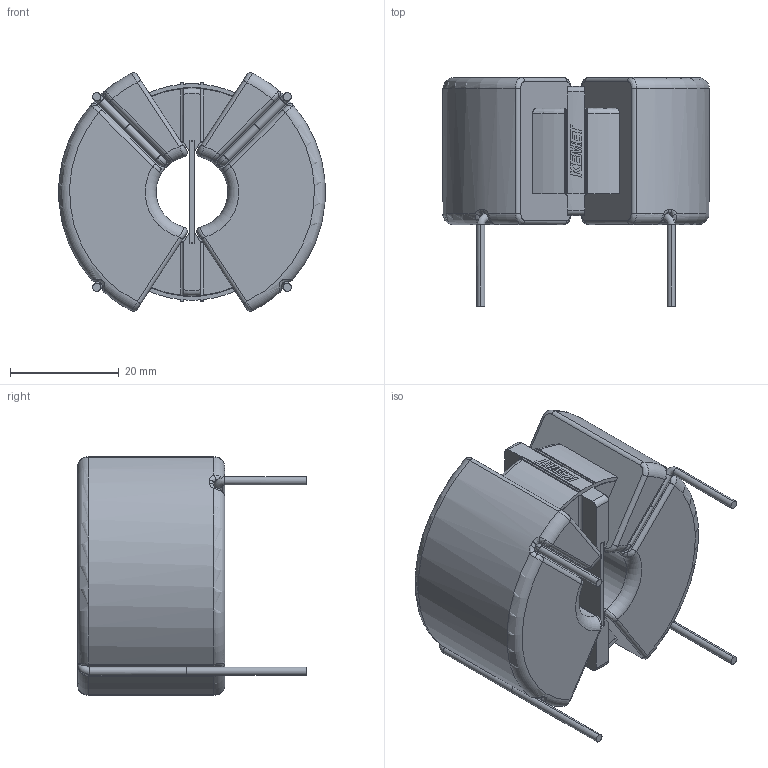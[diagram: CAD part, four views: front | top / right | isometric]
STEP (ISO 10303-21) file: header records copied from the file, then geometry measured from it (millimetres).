
FILE_DESCRIPTION (( 'STEP AP214' ), '1' );
FILE_NAME ('SC-10-500.STEP', '2019-01-31T02:18:41', ( '' ), ( '' ), 'SwSTEP 2.0', 'SolidWorks 2018', '' );
FILE_SCHEMA (( 'AUTOMOTIVE_DESIGN' ));
Length unit declared in the file: millimetre
Products named in the file (1): SC-10-500
Bounding box: 48.92 x 42 x 43.84 mm (x, y, z)
Volume: 40270.2 mm3; surface area: 12592.1 mm2
Topology: 1 solids, 1 shells, 353 faces, 950 edges, 602 vertices
Faces by surface type: plane 131, cylinder 109, bspline 54, torus 51, cone 8
Entity records: 17438 total; most frequent: CARTESIAN_POINT 5273, ORIENTED_EDGE 1900, DIRECTION 1557, EDGE_CURVE 950, VERTEX_POINT 602, AXIS2_PLACEMENT_3D 596, EDGE_LOOP 368, VECTOR 365
